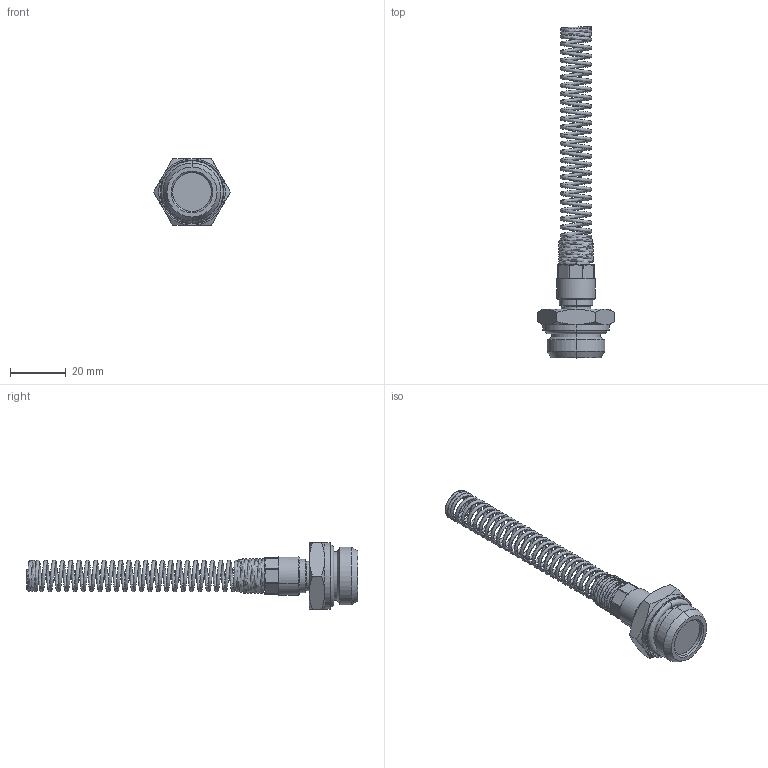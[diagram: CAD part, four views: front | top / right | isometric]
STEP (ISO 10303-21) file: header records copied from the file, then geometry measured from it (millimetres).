
FILE_DESCRIPTION (( 'STEP AP214' ), '1' );
FILE_NAME ('0102800008.step', '2012-09-28T13:20:36', ( '' ), ( '' ), 'SwSTEP 2.0', 'SolidWorks 2012', '' );
FILE_SCHEMA (( 'AUTOMOTIVE_DESIGN' ));
Length unit declared in the file: millimetre
Products named in the file (1): 0102800008
Bounding box: 27.71 x 119.5 x 24 mm (x, y, z)
Volume: 11024.6 mm3; surface area: 9660.6 mm2
Topology: 4 solids, 4 shells, 124 faces, 274 edges, 163 vertices
Faces by surface type: cone 44, cylinder 39, plane 27, torus 10, bspline 4
Entity records: 21339 total; most frequent: CARTESIAN_POINT 17283, ORIENTED_EDGE 548, DIRECTION 546, EDGE_CURVE 274, AXIS2_PLACEMENT_3D 231, VERTEX_POINT 163, EDGE_LOOP 133, UNCERTAINTY_MEASURE_WITH_UNIT 130
